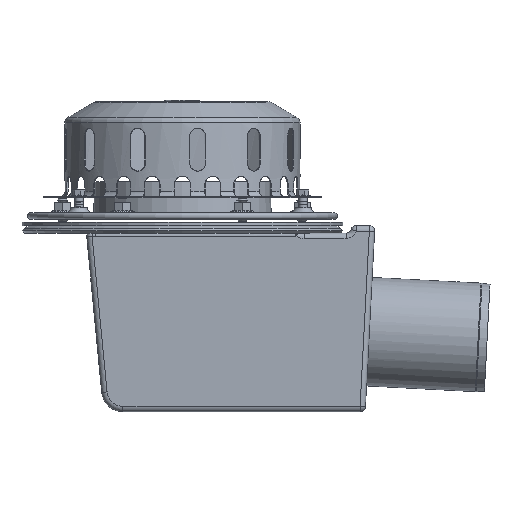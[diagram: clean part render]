
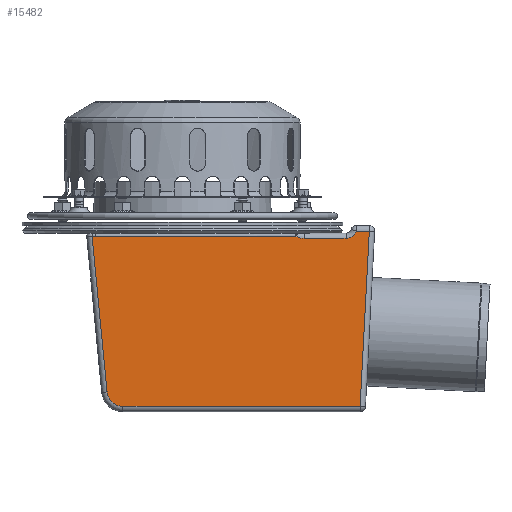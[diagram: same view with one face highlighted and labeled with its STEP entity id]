
A CAD part, front view. The second image highlights one B-rep face of the part: STEP entity #15482.
In plain terms, the highlighted planar face has unit normal (0, -1, 0).
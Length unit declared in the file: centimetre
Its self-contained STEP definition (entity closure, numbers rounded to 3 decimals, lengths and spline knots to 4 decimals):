
#175=B_SPLINE_CURVE_WITH_KNOTS('',3,(#24929,#24930,#24931,#24932,#24933),
 .UNSPECIFIED.,.F.,.F.,(4,1,4),(0.,3.4007,7.9349),
 .UNSPECIFIED.);
#1244=PLANE('',#16860);
#1832=FACE_OUTER_BOUND('',#2856,.T.);
#2856=EDGE_LOOP('',(#11639,#11640,#11641,#11642,#11643,#11644,#11645,#11646,
#11647,#11648,#11649,#11650,#11651,#11652,#11653));
#3748=LINE('',#24880,#4648);
#3749=LINE('',#24884,#4649);
#3750=LINE('',#24895,#4650);
#3751=LINE('',#24897,#4651);
#3758=LINE('',#24915,#4658);
#3759=LINE('',#24919,#4659);
#3760=LINE('',#24921,#4660);
#3761=LINE('',#24923,#4661);
#3762=LINE('',#24927,#4662);
#3763=LINE('',#24934,#4663);
#3764=LINE('',#24936,#4664);
#3765=LINE('',#24937,#4665);
#4648=VECTOR('',#19816,1.);
#4649=VECTOR('',#19821,1.);
#4650=VECTOR('',#19824,1.);
#4651=VECTOR('',#19825,1.);
#4658=VECTOR('',#19842,1.);
#4659=VECTOR('',#19845,1.);
#4660=VECTOR('',#19846,1.);
#4661=VECTOR('',#19847,1.);
#4662=VECTOR('',#19850,1.);
#4663=VECTOR('',#19851,1.);
#4664=VECTOR('',#19852,1.);
#4665=VECTOR('',#19853,1.);
#5658=CIRCLE('',#16861,15.);
#5659=CIRCLE('',#16862,10.);
#6658=VERTEX_POINT('',#24876);
#6659=VERTEX_POINT('',#24878);
#6660=VERTEX_POINT('',#24882);
#6661=VERTEX_POINT('',#24891);
#6663=VERTEX_POINT('',#24894);
#6664=VERTEX_POINT('',#24896);
#6670=VERTEX_POINT('',#24914);
#6671=VERTEX_POINT('',#24916);
#6672=VERTEX_POINT('',#24918);
#6673=VERTEX_POINT('',#24920);
#6674=VERTEX_POINT('',#24922);
#6675=VERTEX_POINT('',#24924);
#6676=VERTEX_POINT('',#24926);
#6677=VERTEX_POINT('',#24928);
#6678=VERTEX_POINT('',#24935);
#8461=EDGE_CURVE('',#6659,#6658,#3748,.T.);
#8463=EDGE_CURVE('',#6660,#6659,#3749,.T.);
#8465=EDGE_CURVE('',#6663,#6661,#3750,.T.);
#8466=EDGE_CURVE('',#6664,#6663,#3751,.T.);
#8475=EDGE_CURVE('',#6670,#6660,#3758,.T.);
#8476=EDGE_CURVE('',#6671,#6670,#5658,.T.);
#8477=EDGE_CURVE('',#6672,#6671,#3759,.T.);
#8478=EDGE_CURVE('',#6673,#6672,#3760,.T.);
#8479=EDGE_CURVE('',#6674,#6673,#3761,.T.);
#8480=EDGE_CURVE('',#6675,#6674,#5659,.T.);
#8481=EDGE_CURVE('',#6676,#6675,#3762,.T.);
#8482=EDGE_CURVE('',#6677,#6676,#175,.T.);
#8483=EDGE_CURVE('',#6664,#6677,#3763,.T.);
#8484=EDGE_CURVE('',#6678,#6661,#3764,.T.);
#8485=EDGE_CURVE('',#6658,#6678,#3765,.T.);
#11639=ORIENTED_EDGE('',*,*,#8475,.F.);
#11640=ORIENTED_EDGE('',*,*,#8476,.F.);
#11641=ORIENTED_EDGE('',*,*,#8477,.F.);
#11642=ORIENTED_EDGE('',*,*,#8478,.F.);
#11643=ORIENTED_EDGE('',*,*,#8479,.F.);
#11644=ORIENTED_EDGE('',*,*,#8480,.F.);
#11645=ORIENTED_EDGE('',*,*,#8481,.F.);
#11646=ORIENTED_EDGE('',*,*,#8482,.F.);
#11647=ORIENTED_EDGE('',*,*,#8483,.F.);
#11648=ORIENTED_EDGE('',*,*,#8466,.T.);
#11649=ORIENTED_EDGE('',*,*,#8465,.T.);
#11650=ORIENTED_EDGE('',*,*,#8484,.F.);
#11651=ORIENTED_EDGE('',*,*,#8485,.F.);
#11652=ORIENTED_EDGE('',*,*,#8461,.F.);
#11653=ORIENTED_EDGE('',*,*,#8463,.F.);
#15482=ADVANCED_FACE('',(#1832),#1244,.T.);
#16860=AXIS2_PLACEMENT_3D('',#24913,#19840,#19841);
#16861=AXIS2_PLACEMENT_3D('',#24917,#19843,#19844);
#16862=AXIS2_PLACEMENT_3D('',#24925,#19848,#19849);
#19816=DIRECTION('',(-0.052,0.,0.999));
#19821=DIRECTION('',(-0.999,0.,-0.052));
#19824=DIRECTION('',(-0.096,0.,0.995));
#19825=DIRECTION('',(-0.999,0.,-0.052));
#19840=DIRECTION('center_axis',(0.,-1.,0.));
#19841=DIRECTION('ref_axis',(1.,0.,0.));
#19842=DIRECTION('',(-0.096,0.,0.995));
#19843=DIRECTION('center_axis',(0.,1.,0.));
#19844=DIRECTION('ref_axis',(0.901,0.,0.434));
#19845=DIRECTION('',(-1.,0.,0.));
#19846=DIRECTION('',(-0.052,0.,-0.999));
#19847=DIRECTION('',(1.,0.,0.));
#19848=DIRECTION('center_axis',(0.,-1.,0.));
#19849=DIRECTION('ref_axis',(0.592,0.,-0.806));
#19850=DIRECTION('',(1.,0.,0.));
#19851=DIRECTION('',(1.,0.,0.));
#19852=DIRECTION('',(1.,0.,0.));
#19853=DIRECTION('',(-0.096,0.,0.995));
#24876=CARTESIAN_POINT('',(-84.4376,-90.,79.3995));
#24878=CARTESIAN_POINT('',(-84.3968,-90.,78.6216));
#24880=CARTESIAN_POINT('',(-84.3968,-90.,78.6216));
#24882=CARTESIAN_POINT('',(-84.3628,-90.,78.6234));
#24884=CARTESIAN_POINT('',(-81.4009,-90.,78.7786));
#24891=CARTESIAN_POINT('',(-81.5186,-90.,80.0004));
#24894=CARTESIAN_POINT('',(-81.5183,-90.,79.9976));
#24895=CARTESIAN_POINT('',(-65.7272,-90.,-83.9996));
#24896=CARTESIAN_POINT('',(-81.4649,-90.,80.0004));
#24897=CARTESIAN_POINT('',(-81.4649,-90.,80.0004));
#24913=CARTESIAN_POINT('Origin',(46.4663,-90.,3.3735));
#24914=CARTESIAN_POINT('',(-70.4914,-90.,-65.4373));
#24915=CARTESIAN_POINT('',(-80.5024,-90.,38.5314));
#24916=CARTESIAN_POINT('',(-55.5604,-90.,-78.9996));
#24917=CARTESIAN_POINT('Origin',(-55.5604,-90.,-63.9996));
#24918=CARTESIAN_POINT('',(166.1362,-90.,-78.9996));
#24919=CARTESIAN_POINT('',(-55.881,-90.,-78.9996));
#24920=CARTESIAN_POINT('',(174.7311,-90.,85.0004));
#24921=CARTESIAN_POINT('',(168.0008,-90.,-43.4222));
#24922=CARTESIAN_POINT('',(162.5394,-90.,85.0004));
#24923=CARTESIAN_POINT('',(113.2331,-90.,85.0004));
#24924=CARTESIAN_POINT('',(153.,-90.,78.0004));
#24925=CARTESIAN_POINT('Origin',(153.,-90.,88.0004));
#24926=CARTESIAN_POINT('',(113.7497,-90.,78.0004));
#24927=CARTESIAN_POINT('',(23.2331,-90.,78.0004));
#24928=CARTESIAN_POINT('',(106.165,-90.,80.0004));
#24929=CARTESIAN_POINT('Ctrl Pts',(106.165,-90.,80.0004));
#24930=CARTESIAN_POINT('Ctrl Pts',(107.1432,-90.,79.4277));
#24931=CARTESIAN_POINT('Ctrl Pts',(109.5928,-90.,78.383));
#24932=CARTESIAN_POINT('Ctrl Pts',(112.2383,-90.,78.0004));
#24933=CARTESIAN_POINT('Ctrl Pts',(113.7497,-90.,78.0004));
#24934=CARTESIAN_POINT('',(102.2331,-90.,80.0004));
#24935=CARTESIAN_POINT('',(-84.4954,-90.,80.0004));
#24936=CARTESIAN_POINT('',(-17.7669,-90.,80.0004));
#24937=CARTESIAN_POINT('',(-80.5024,-90.,38.5314));
